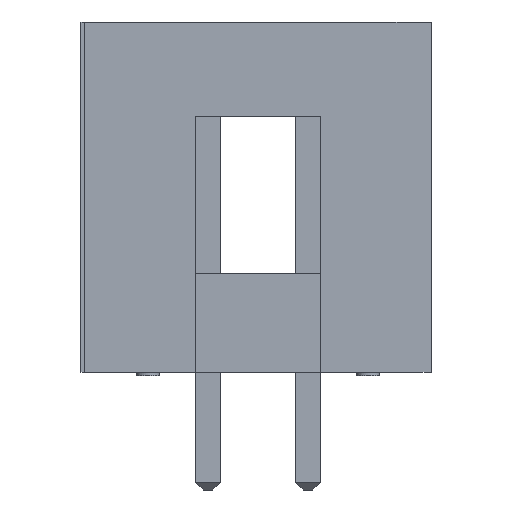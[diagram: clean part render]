
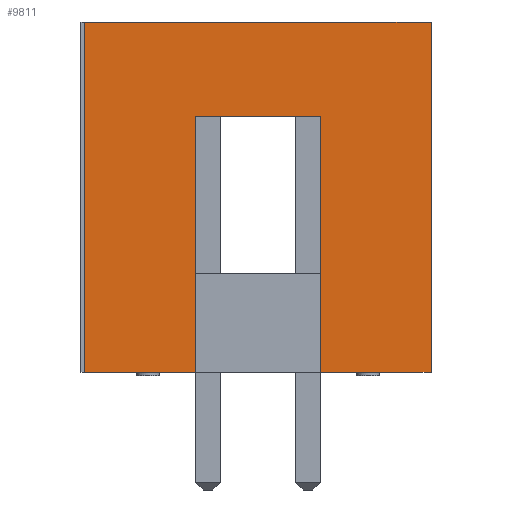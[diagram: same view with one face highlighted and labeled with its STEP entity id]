
A CAD part, left-side view. The second image highlights one B-rep face of the part: STEP entity #9811.
In plain terms, the highlighted planar face has unit normal (-1, 0, 0).
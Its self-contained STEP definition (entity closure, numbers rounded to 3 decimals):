
#9811 = ADVANCED_FACE('',(#9812),#9826,.T.);
#9812 = FACE_BOUND('',#9813,.T.);
#9813 = EDGE_LOOP('',(#9814,#9849,#9877,#9905,#9933,#9956,#9984,#10012)
  );
#9814 = ORIENTED_EDGE('',*,*,#9815,.F.);
#9815 = EDGE_CURVE('',#9816,#9818,#9820,.T.);
#9816 = VERTEX_POINT('',#9817);
#9817 = CARTESIAN_POINT('',(-5.06,-4.4,0.));
#9818 = VERTEX_POINT('',#9819);
#9819 = CARTESIAN_POINT('',(-5.06,-1.6,0.));
#9820 = SURFACE_CURVE('',#9821,(#9825,#9837),.PCURVE_S1.);
#9821 = LINE('',#9822,#9823);
#9822 = CARTESIAN_POINT('',(-5.06,-4.4,0.));
#9823 = VECTOR('',#9824,1.);
#9824 = DIRECTION('',(0.,1.,0.));
#9825 = PCURVE('',#9826,#9831);
#9826 = PLANE('',#9827);
#9827 = AXIS2_PLACEMENT_3D('',#9828,#9829,#9830);
#9828 = CARTESIAN_POINT('',(-5.06,-4.4,0.));
#9829 = DIRECTION('',(-1.,0.,0.));
#9830 = DIRECTION('',(0.,1.,0.));
#9831 = DEFINITIONAL_REPRESENTATION('',(#9832),#9836);
#9832 = LINE('',#9833,#9834);
#9833 = CARTESIAN_POINT('',(0.,0.));
#9834 = VECTOR('',#9835,1.);
#9835 = DIRECTION('',(1.,0.));
#9836 = ( GEOMETRIC_REPRESENTATION_CONTEXT(2) 
PARAMETRIC_REPRESENTATION_CONTEXT() REPRESENTATION_CONTEXT('2D SPACE',''
  ) );
#9837 = PCURVE('',#9838,#9843);
#9838 = PLANE('',#9839);
#9839 = AXIS2_PLACEMENT_3D('',#9840,#9841,#9842);
#9840 = CARTESIAN_POINT('',(-5.06,4.4,0.));
#9841 = DIRECTION('',(0.,0.,1.));
#9842 = DIRECTION('',(1.,0.,0.));
#9843 = DEFINITIONAL_REPRESENTATION('',(#9844),#9848);
#9844 = LINE('',#9845,#9846);
#9845 = CARTESIAN_POINT('',(0.,-8.8));
#9846 = VECTOR('',#9847,1.);
#9847 = DIRECTION('',(0.,1.));
#9848 = ( GEOMETRIC_REPRESENTATION_CONTEXT(2) 
PARAMETRIC_REPRESENTATION_CONTEXT() REPRESENTATION_CONTEXT('2D SPACE',''
  ) );
#9849 = ORIENTED_EDGE('',*,*,#9850,.T.);
#9850 = EDGE_CURVE('',#9816,#9851,#9853,.T.);
#9851 = VERTEX_POINT('',#9852);
#9852 = CARTESIAN_POINT('',(-5.06,-4.4,8.9));
#9853 = SURFACE_CURVE('',#9854,(#9858,#9865),.PCURVE_S1.);
#9854 = LINE('',#9855,#9856);
#9855 = CARTESIAN_POINT('',(-5.06,-4.4,0.));
#9856 = VECTOR('',#9857,1.);
#9857 = DIRECTION('',(0.,0.,1.));
#9858 = PCURVE('',#9826,#9859);
#9859 = DEFINITIONAL_REPRESENTATION('',(#9860),#9864);
#9860 = LINE('',#9861,#9862);
#9861 = CARTESIAN_POINT('',(0.,0.));
#9862 = VECTOR('',#9863,1.);
#9863 = DIRECTION('',(0.,-1.));
#9864 = ( GEOMETRIC_REPRESENTATION_CONTEXT(2) 
PARAMETRIC_REPRESENTATION_CONTEXT() REPRESENTATION_CONTEXT('2D SPACE',''
  ) );
#9865 = PCURVE('',#9866,#9871);
#9866 = PLANE('',#9867);
#9867 = AXIS2_PLACEMENT_3D('',#9868,#9869,#9870);
#9868 = CARTESIAN_POINT('',(15.26,-4.4,0.));
#9869 = DIRECTION('',(0.,-1.,0.));
#9870 = DIRECTION('',(-1.,0.,0.));
#9871 = DEFINITIONAL_REPRESENTATION('',(#9872),#9876);
#9872 = LINE('',#9873,#9874);
#9873 = CARTESIAN_POINT('',(20.32,0.));
#9874 = VECTOR('',#9875,1.);
#9875 = DIRECTION('',(0.,-1.));
#9876 = ( GEOMETRIC_REPRESENTATION_CONTEXT(2) 
PARAMETRIC_REPRESENTATION_CONTEXT() REPRESENTATION_CONTEXT('2D SPACE',''
  ) );
#9877 = ORIENTED_EDGE('',*,*,#9878,.T.);
#9878 = EDGE_CURVE('',#9851,#9879,#9881,.T.);
#9879 = VERTEX_POINT('',#9880);
#9880 = CARTESIAN_POINT('',(-5.06,4.4,8.9));
#9881 = SURFACE_CURVE('',#9882,(#9886,#9893),.PCURVE_S1.);
#9882 = LINE('',#9883,#9884);
#9883 = CARTESIAN_POINT('',(-5.06,-4.4,8.9));
#9884 = VECTOR('',#9885,1.);
#9885 = DIRECTION('',(0.,1.,0.));
#9886 = PCURVE('',#9826,#9887);
#9887 = DEFINITIONAL_REPRESENTATION('',(#9888),#9892);
#9888 = LINE('',#9889,#9890);
#9889 = CARTESIAN_POINT('',(0.,-8.9));
#9890 = VECTOR('',#9891,1.);
#9891 = DIRECTION('',(1.,0.));
#9892 = ( GEOMETRIC_REPRESENTATION_CONTEXT(2) 
PARAMETRIC_REPRESENTATION_CONTEXT() REPRESENTATION_CONTEXT('2D SPACE',''
  ) );
#9893 = PCURVE('',#9894,#9899);
#9894 = PLANE('',#9895);
#9895 = AXIS2_PLACEMENT_3D('',#9896,#9897,#9898);
#9896 = CARTESIAN_POINT('',(-5.06,4.4,8.9));
#9897 = DIRECTION('',(0.,0.,1.));
#9898 = DIRECTION('',(1.,0.,0.));
#9899 = DEFINITIONAL_REPRESENTATION('',(#9900),#9904);
#9900 = LINE('',#9901,#9902);
#9901 = CARTESIAN_POINT('',(0.,-8.8));
#9902 = VECTOR('',#9903,1.);
#9903 = DIRECTION('',(0.,1.));
#9904 = ( GEOMETRIC_REPRESENTATION_CONTEXT(2) 
PARAMETRIC_REPRESENTATION_CONTEXT() REPRESENTATION_CONTEXT('2D SPACE',''
  ) );
#9905 = ORIENTED_EDGE('',*,*,#9906,.F.);
#9906 = EDGE_CURVE('',#9907,#9879,#9909,.T.);
#9907 = VERTEX_POINT('',#9908);
#9908 = CARTESIAN_POINT('',(-5.06,4.4,0.));
#9909 = SURFACE_CURVE('',#9910,(#9914,#9921),.PCURVE_S1.);
#9910 = LINE('',#9911,#9912);
#9911 = CARTESIAN_POINT('',(-5.06,4.4,0.));
#9912 = VECTOR('',#9913,1.);
#9913 = DIRECTION('',(0.,0.,1.));
#9914 = PCURVE('',#9826,#9915);
#9915 = DEFINITIONAL_REPRESENTATION('',(#9916),#9920);
#9916 = LINE('',#9917,#9918);
#9917 = CARTESIAN_POINT('',(8.8,0.));
#9918 = VECTOR('',#9919,1.);
#9919 = DIRECTION('',(0.,-1.));
#9920 = ( GEOMETRIC_REPRESENTATION_CONTEXT(2) 
PARAMETRIC_REPRESENTATION_CONTEXT() REPRESENTATION_CONTEXT('2D SPACE',''
  ) );
#9921 = PCURVE('',#9922,#9927);
#9922 = PLANE('',#9923);
#9923 = AXIS2_PLACEMENT_3D('',#9924,#9925,#9926);
#9924 = CARTESIAN_POINT('',(-5.06,4.4,0.));
#9925 = DIRECTION('',(0.,1.,0.));
#9926 = DIRECTION('',(1.,0.,0.));
#9927 = DEFINITIONAL_REPRESENTATION('',(#9928),#9932);
#9928 = LINE('',#9929,#9930);
#9929 = CARTESIAN_POINT('',(0.,0.));
#9930 = VECTOR('',#9931,1.);
#9931 = DIRECTION('',(0.,-1.));
#9932 = ( GEOMETRIC_REPRESENTATION_CONTEXT(2) 
PARAMETRIC_REPRESENTATION_CONTEXT() REPRESENTATION_CONTEXT('2D SPACE',''
  ) );
#9933 = ORIENTED_EDGE('',*,*,#9934,.F.);
#9934 = EDGE_CURVE('',#9935,#9907,#9937,.T.);
#9935 = VERTEX_POINT('',#9936);
#9936 = CARTESIAN_POINT('',(-5.06,1.6,0.));
#9937 = SURFACE_CURVE('',#9938,(#9942,#9949),.PCURVE_S1.);
#9938 = LINE('',#9939,#9940);
#9939 = CARTESIAN_POINT('',(-5.06,-4.4,0.));
#9940 = VECTOR('',#9941,1.);
#9941 = DIRECTION('',(0.,1.,0.));
#9942 = PCURVE('',#9826,#9943);
#9943 = DEFINITIONAL_REPRESENTATION('',(#9944),#9948);
#9944 = LINE('',#9945,#9946);
#9945 = CARTESIAN_POINT('',(0.,0.));
#9946 = VECTOR('',#9947,1.);
#9947 = DIRECTION('',(1.,0.));
#9948 = ( GEOMETRIC_REPRESENTATION_CONTEXT(2) 
PARAMETRIC_REPRESENTATION_CONTEXT() REPRESENTATION_CONTEXT('2D SPACE',''
  ) );
#9949 = PCURVE('',#9838,#9950);
#9950 = DEFINITIONAL_REPRESENTATION('',(#9951),#9955);
#9951 = LINE('',#9952,#9953);
#9952 = CARTESIAN_POINT('',(0.,-8.8));
#9953 = VECTOR('',#9954,1.);
#9954 = DIRECTION('',(0.,1.));
#9955 = ( GEOMETRIC_REPRESENTATION_CONTEXT(2) 
PARAMETRIC_REPRESENTATION_CONTEXT() REPRESENTATION_CONTEXT('2D SPACE',''
  ) );
#9956 = ORIENTED_EDGE('',*,*,#9957,.T.);
#9957 = EDGE_CURVE('',#9935,#9958,#9960,.T.);
#9958 = VERTEX_POINT('',#9959);
#9959 = CARTESIAN_POINT('',(-5.06,1.6,6.5));
#9960 = SURFACE_CURVE('',#9961,(#9965,#9972),.PCURVE_S1.);
#9961 = LINE('',#9962,#9963);
#9962 = CARTESIAN_POINT('',(-5.06,1.6,-1.5));
#9963 = VECTOR('',#9964,1.);
#9964 = DIRECTION('',(0.,0.,1.));
#9965 = PCURVE('',#9826,#9966);
#9966 = DEFINITIONAL_REPRESENTATION('',(#9967),#9971);
#9967 = LINE('',#9968,#9969);
#9968 = CARTESIAN_POINT('',(6.,1.5));
#9969 = VECTOR('',#9970,1.);
#9970 = DIRECTION('',(0.,-1.));
#9971 = ( GEOMETRIC_REPRESENTATION_CONTEXT(2) 
PARAMETRIC_REPRESENTATION_CONTEXT() REPRESENTATION_CONTEXT('2D SPACE',''
  ) );
#9972 = PCURVE('',#9973,#9978);
#9973 = PLANE('',#9974);
#9974 = AXIS2_PLACEMENT_3D('',#9975,#9976,#9977);
#9975 = CARTESIAN_POINT('',(-5.06,1.6,-1.5));
#9976 = DIRECTION('',(0.,-1.,0.));
#9977 = DIRECTION('',(0.,0.,1.));
#9978 = DEFINITIONAL_REPRESENTATION('',(#9979),#9983);
#9979 = LINE('',#9980,#9981);
#9980 = CARTESIAN_POINT('',(0.,0.));
#9981 = VECTOR('',#9982,1.);
#9982 = DIRECTION('',(1.,0.));
#9983 = ( GEOMETRIC_REPRESENTATION_CONTEXT(2) 
PARAMETRIC_REPRESENTATION_CONTEXT() REPRESENTATION_CONTEXT('2D SPACE',''
  ) );
#9984 = ORIENTED_EDGE('',*,*,#9985,.T.);
#9985 = EDGE_CURVE('',#9958,#9986,#9988,.T.);
#9986 = VERTEX_POINT('',#9987);
#9987 = CARTESIAN_POINT('',(-5.06,-1.6,6.5));
#9988 = SURFACE_CURVE('',#9989,(#9993,#10000),.PCURVE_S1.);
#9989 = LINE('',#9990,#9991);
#9990 = CARTESIAN_POINT('',(-5.06,1.6,6.5));
#9991 = VECTOR('',#9992,1.);
#9992 = DIRECTION('',(0.,-1.,0.));
#9993 = PCURVE('',#9826,#9994);
#9994 = DEFINITIONAL_REPRESENTATION('',(#9995),#9999);
#9995 = LINE('',#9996,#9997);
#9996 = CARTESIAN_POINT('',(6.,-6.5));
#9997 = VECTOR('',#9998,1.);
#9998 = DIRECTION('',(-1.,0.));
#9999 = ( GEOMETRIC_REPRESENTATION_CONTEXT(2) 
PARAMETRIC_REPRESENTATION_CONTEXT() REPRESENTATION_CONTEXT('2D SPACE',''
  ) );
#10000 = PCURVE('',#10001,#10006);
#10001 = PLANE('',#10002);
#10002 = AXIS2_PLACEMENT_3D('',#10003,#10004,#10005);
#10003 = CARTESIAN_POINT('',(-5.06,1.6,6.5));
#10004 = DIRECTION('',(0.,0.,-1.));
#10005 = DIRECTION('',(0.,-1.,0.));
#10006 = DEFINITIONAL_REPRESENTATION('',(#10007),#10011);
#10007 = LINE('',#10008,#10009);
#10008 = CARTESIAN_POINT('',(0.,-0.));
#10009 = VECTOR('',#10010,1.);
#10010 = DIRECTION('',(1.,0.));
#10011 = ( GEOMETRIC_REPRESENTATION_CONTEXT(2) 
PARAMETRIC_REPRESENTATION_CONTEXT() REPRESENTATION_CONTEXT('2D SPACE',''
  ) );
#10012 = ORIENTED_EDGE('',*,*,#10013,.T.);
#10013 = EDGE_CURVE('',#9986,#9818,#10014,.T.);
#10014 = SURFACE_CURVE('',#10015,(#10019,#10026),.PCURVE_S1.);
#10015 = LINE('',#10016,#10017);
#10016 = CARTESIAN_POINT('',(-5.06,-1.6,6.5));
#10017 = VECTOR('',#10018,1.);
#10018 = DIRECTION('',(0.,0.,-1.));
#10019 = PCURVE('',#9826,#10020);
#10020 = DEFINITIONAL_REPRESENTATION('',(#10021),#10025);
#10021 = LINE('',#10022,#10023);
#10022 = CARTESIAN_POINT('',(2.8,-6.5));
#10023 = VECTOR('',#10024,1.);
#10024 = DIRECTION('',(0.,1.));
#10025 = ( GEOMETRIC_REPRESENTATION_CONTEXT(2) 
PARAMETRIC_REPRESENTATION_CONTEXT() REPRESENTATION_CONTEXT('2D SPACE',''
  ) );
#10026 = PCURVE('',#10027,#10032);
#10027 = PLANE('',#10028);
#10028 = AXIS2_PLACEMENT_3D('',#10029,#10030,#10031);
#10029 = CARTESIAN_POINT('',(-5.06,-1.6,6.5));
#10030 = DIRECTION('',(0.,1.,0.));
#10031 = DIRECTION('',(0.,0.,-1.));
#10032 = DEFINITIONAL_REPRESENTATION('',(#10033),#10037);
#10033 = LINE('',#10034,#10035);
#10034 = CARTESIAN_POINT('',(0.,0.));
#10035 = VECTOR('',#10036,1.);
#10036 = DIRECTION('',(1.,0.));
#10037 = ( GEOMETRIC_REPRESENTATION_CONTEXT(2) 
PARAMETRIC_REPRESENTATION_CONTEXT() REPRESENTATION_CONTEXT('2D SPACE',''
  ) );
